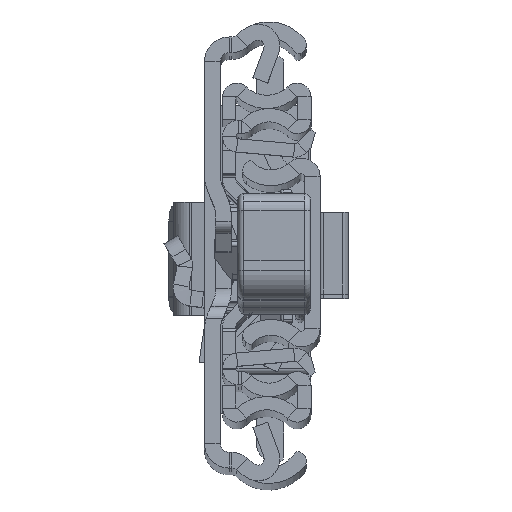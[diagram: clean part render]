
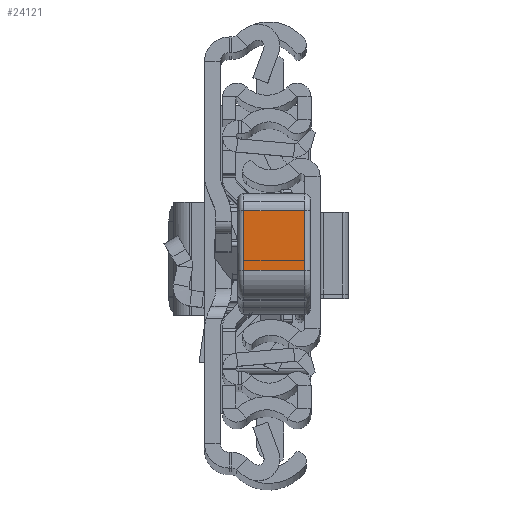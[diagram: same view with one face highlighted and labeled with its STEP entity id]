
A CAD part, top view. The second image highlights one B-rep face of the part: STEP entity #24121.
In plain terms, the highlighted face is planar.
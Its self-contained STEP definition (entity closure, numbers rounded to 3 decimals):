
#235 = VERTEX_POINT ( 'NONE', #29306 ) ;
#2158 = VERTEX_POINT ( 'NONE', #35028 ) ;
#3364 = LINE ( 'NONE', #12294, #18731 ) ;
#7578 = ORIENTED_EDGE ( 'NONE', *, *, #11706, .F. ) ;
#7736 = AXIS2_PLACEMENT_3D ( 'NONE', #10244, #32669, #7810 ) ;
#7810 = DIRECTION ( 'NONE',  ( -0.027, -1., 0. ) ) ;
#7875 = LINE ( 'NONE', #15900, #32274 ) ;
#8426 = VERTEX_POINT ( 'NONE', #9151 ) ;
#9151 = CARTESIAN_POINT ( 'NONE',  ( 39.55, -12.274, -10. ) ) ;
#10244 = CARTESIAN_POINT ( 'NONE',  ( 39.55, -12.274, -11. ) ) ;
#10424 = PLANE ( 'NONE',  #7736 ) ;
#10604 = CARTESIAN_POINT ( 'NONE',  ( 39.55, -12.274, -10. ) ) ;
#11706 = EDGE_CURVE ( 'NONE', #20661, #8426, #30451, .T. ) ;
#12294 = CARTESIAN_POINT ( 'NONE',  ( 39.55, -12.274, -11. ) ) ;
#12440 = EDGE_CURVE ( 'NONE', #2158, #235, #21759, .T. ) ;
#13344 = EDGE_CURVE ( 'NONE', #235, #20661, #7875, .T. ) ;
#14221 = VECTOR ( 'NONE', #14984, 1000. ) ;
#14984 = DIRECTION ( 'NONE',  ( -0.027, -1., 0. ) ) ;
#15900 = CARTESIAN_POINT ( 'NONE',  ( 39.818, -2.465, -11. ) ) ;
#16674 = VECTOR ( 'NONE', #27592, 1000. ) ;
#18274 = DIRECTION ( 'NONE',  ( 0., 0., 1. ) ) ;
#18617 = EDGE_LOOP ( 'NONE', ( #20986, #7578, #34092, #29773 ) ) ;
#18731 = VECTOR ( 'NONE', #18274, 1000. ) ;
#20661 = VERTEX_POINT ( 'NONE', #36602 ) ;
#20986 = ORIENTED_EDGE ( 'NONE', *, *, #28673, .F. ) ;
#21426 = FACE_OUTER_BOUND ( 'NONE', #18617, .T. ) ;
#21759 = LINE ( 'NONE', #30209, #16674 ) ;
#22039 = DIRECTION ( 'NONE',  ( 0., 0., -1. ) ) ;
#24121 = ADVANCED_FACE ( 'NONE', ( #21426 ), #10424, .F. ) ;
#27592 = DIRECTION ( 'NONE',  ( 0.027, 1., 0. ) ) ;
#28673 = EDGE_CURVE ( 'NONE', #8426, #2158, #3364, .T. ) ;
#29306 = CARTESIAN_POINT ( 'NONE',  ( 39.818, -2.465, 0. ) ) ;
#29773 = ORIENTED_EDGE ( 'NONE', *, *, #12440, .F. ) ;
#30209 = CARTESIAN_POINT ( 'NONE',  ( 39.55, -12.274, 0. ) ) ;
#30451 = LINE ( 'NONE', #10604, #14221 ) ;
#32274 = VECTOR ( 'NONE', #22039, 1000. ) ;
#32669 = DIRECTION ( 'NONE',  ( -1., 0.027, 0. ) ) ;
#34092 = ORIENTED_EDGE ( 'NONE', *, *, #13344, .F. ) ;
#35028 = CARTESIAN_POINT ( 'NONE',  ( 39.55, -12.274, 0. ) ) ;
#36602 = CARTESIAN_POINT ( 'NONE',  ( 39.818, -2.465, -10. ) ) ;
